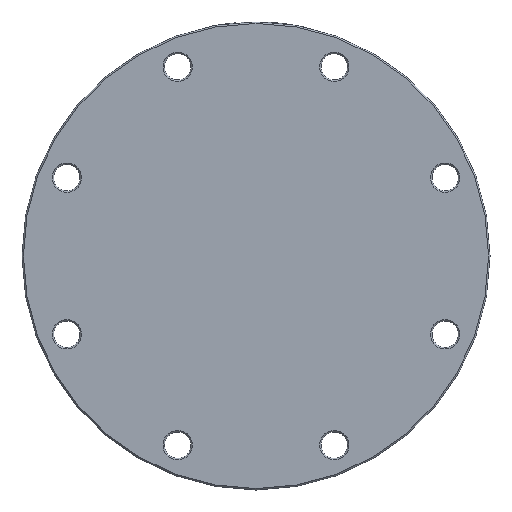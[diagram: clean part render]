
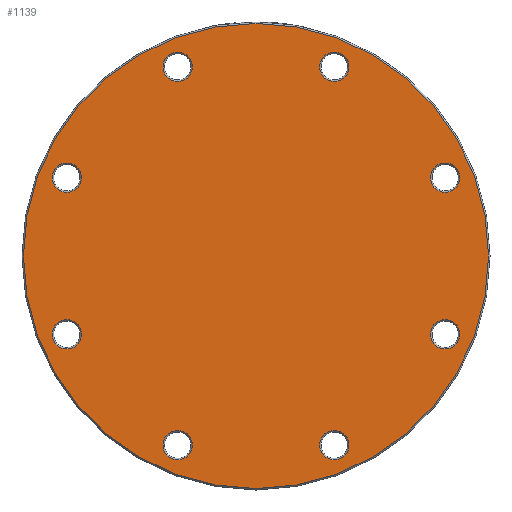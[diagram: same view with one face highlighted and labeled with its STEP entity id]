
A CAD part, left-side view. The second image highlights one B-rep face of the part: STEP entity #1139.
In plain terms, the highlighted planar face has unit normal (-1, 0, 0).
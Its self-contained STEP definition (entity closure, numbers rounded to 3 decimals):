
#63 = AXIS2_PLACEMENT_3D ( 'NONE', #1041, #956, #3882 ) ;
#78 = CIRCLE ( 'NONE', #2480, 10. ) ;
#116 = VERTEX_POINT ( 'NONE', #4931 ) ;
#145 = CARTESIAN_POINT ( 'NONE',  ( 0., 53.576, 119.343 ) ) ;
#167 = DIRECTION ( 'NONE',  ( 1., 0., 0. ) ) ;
#232 = FACE_OUTER_BOUND ( 'NONE', #5819, .T. ) ;
#294 = CARTESIAN_POINT ( 'NONE',  ( 0., -53.576, 129.343 ) ) ;
#298 = DIRECTION ( 'NONE',  ( 0., 0., -1. ) ) ;
#339 = CARTESIAN_POINT ( 'NONE',  ( 0., 129.343, 43.576 ) ) ;
#382 = CIRCLE ( 'NONE', #1175, 159. ) ;
#389 = EDGE_CURVE ( 'NONE', #1980, #1980, #78, .T. ) ;
#593 = CIRCLE ( 'NONE', #5124, 10. ) ;
#617 = VERTEX_POINT ( 'NONE', #2533 ) ;
#643 = CARTESIAN_POINT ( 'NONE',  ( 0., -53.576, -129.343 ) ) ;
#666 = DIRECTION ( 'NONE',  ( 0., 0., -1. ) ) ;
#731 = DIRECTION ( 'NONE',  ( 1., 0., 0. ) ) ;
#814 = ORIENTED_EDGE ( 'NONE', *, *, #4179, .T. ) ;
#891 = DIRECTION ( 'NONE',  ( 1., 0., 0. ) ) ;
#951 = CARTESIAN_POINT ( 'NONE',  ( 0., 129.343, 53.576 ) ) ;
#956 = DIRECTION ( 'NONE',  ( 1., 0., 0. ) ) ;
#1041 = CARTESIAN_POINT ( 'NONE',  ( 0., -129.343, -53.576 ) ) ;
#1043 = VERTEX_POINT ( 'NONE', #2501 ) ;
#1078 = CIRCLE ( 'NONE', #2003, 10. ) ;
#1139 = ADVANCED_FACE ( 'NONE', ( #5921, #2187, #5952, #4066, #5110, #5543, #1681, #232, #3533 ), #6043, .F. ) ;
#1171 = DIRECTION ( 'NONE',  ( 1., 0., 0. ) ) ;
#1175 = AXIS2_PLACEMENT_3D ( 'NONE', #1820, #3219, #2308 ) ;
#1309 = EDGE_LOOP ( 'NONE', ( #814 ) ) ;
#1418 = ORIENTED_EDGE ( 'NONE', *, *, #4363, .T. ) ;
#1560 = ORIENTED_EDGE ( 'NONE', *, *, #4690, .T. ) ;
#1593 = CARTESIAN_POINT ( 'NONE',  ( 0., -53.576, 119.343 ) ) ;
#1681 = FACE_BOUND ( 'NONE', #5988, .T. ) ;
#1736 = EDGE_CURVE ( 'NONE', #116, #116, #3987, .T. ) ;
#1820 = CARTESIAN_POINT ( 'NONE',  ( 0., 0., 0. ) ) ;
#1895 = EDGE_LOOP ( 'NONE', ( #5315 ) ) ;
#1980 = VERTEX_POINT ( 'NONE', #2072 ) ;
#2002 = ORIENTED_EDGE ( 'NONE', *, *, #389, .T. ) ;
#2003 = AXIS2_PLACEMENT_3D ( 'NONE', #5484, #1171, #3091 ) ;
#2072 = CARTESIAN_POINT ( 'NONE',  ( 0., -53.576, -139.343 ) ) ;
#2128 = EDGE_LOOP ( 'NONE', ( #2002 ) ) ;
#2185 = DIRECTION ( 'NONE',  ( 1., 0., 0. ) ) ;
#2187 = FACE_BOUND ( 'NONE', #4161, .T. ) ;
#2308 = DIRECTION ( 'NONE',  ( 0., 0., -1. ) ) ;
#2480 = AXIS2_PLACEMENT_3D ( 'NONE', #643, #4044, #2559 ) ;
#2489 = AXIS2_PLACEMENT_3D ( 'NONE', #294, #2185, #666 ) ;
#2501 = CARTESIAN_POINT ( 'NONE',  ( 0., 129.343, -63.576 ) ) ;
#2533 = CARTESIAN_POINT ( 'NONE',  ( 0., -129.343, 43.576 ) ) ;
#2540 = ORIENTED_EDGE ( 'NONE', *, *, #1736, .T. ) ;
#2559 = DIRECTION ( 'NONE',  ( 0., 0., -1. ) ) ;
#2563 = VERTEX_POINT ( 'NONE', #4480 ) ;
#2601 = AXIS2_PLACEMENT_3D ( 'NONE', #6010, #731, #2648 ) ;
#2648 = DIRECTION ( 'NONE',  ( 0., 0., -1. ) ) ;
#2777 = CARTESIAN_POINT ( 'NONE',  ( 0., 129.343, -53.576 ) ) ;
#2808 = DIRECTION ( 'NONE',  ( 0., 0., -1. ) ) ;
#2833 = DIRECTION ( 'NONE',  ( 0., 0., -1. ) ) ;
#3091 = DIRECTION ( 'NONE',  ( 0., 0., -1. ) ) ;
#3198 = AXIS2_PLACEMENT_3D ( 'NONE', #5677, #891, #2808 ) ;
#3219 = DIRECTION ( 'NONE',  ( -1., 0., 0. ) ) ;
#3252 = EDGE_CURVE ( 'NONE', #4897, #4897, #382, .T. ) ;
#3519 = ORIENTED_EDGE ( 'NONE', *, *, #3252, .T. ) ;
#3533 = FACE_BOUND ( 'NONE', #4617, .T. ) ;
#3574 = VERTEX_POINT ( 'NONE', #339 ) ;
#3595 = CARTESIAN_POINT ( 'NONE',  ( 0., 0., 0. ) ) ;
#3678 = ORIENTED_EDGE ( 'NONE', *, *, #4556, .T. ) ;
#3786 = DIRECTION ( 'NONE',  ( 1., 0., 0. ) ) ;
#3882 = DIRECTION ( 'NONE',  ( 0., 0., -1. ) ) ;
#3950 = CARTESIAN_POINT ( 'NONE',  ( 0., 0., -159. ) ) ;
#3987 = CIRCLE ( 'NONE', #63, 10. ) ;
#4044 = DIRECTION ( 'NONE',  ( 1., 0., 0. ) ) ;
#4066 = FACE_BOUND ( 'NONE', #1309, .T. ) ;
#4161 = EDGE_LOOP ( 'NONE', ( #1418 ) ) ;
#4179 = EDGE_CURVE ( 'NONE', #617, #617, #1078, .T. ) ;
#4208 = CIRCLE ( 'NONE', #3198, 10. ) ;
#4261 = DIRECTION ( 'NONE',  ( 0., 0., -1. ) ) ;
#4299 = EDGE_CURVE ( 'NONE', #1043, #1043, #5118, .T. ) ;
#4363 = EDGE_CURVE ( 'NONE', #4451, #4451, #4208, .T. ) ;
#4451 = VERTEX_POINT ( 'NONE', #145 ) ;
#4480 = CARTESIAN_POINT ( 'NONE',  ( 0., 53.576, -139.343 ) ) ;
#4556 = EDGE_CURVE ( 'NONE', #5895, #5895, #5212, .T. ) ;
#4617 = EDGE_LOOP ( 'NONE', ( #5674 ) ) ;
#4619 = CIRCLE ( 'NONE', #2601, 10. ) ;
#4690 = EDGE_CURVE ( 'NONE', #2563, #2563, #4619, .T. ) ;
#4710 = AXIS2_PLACEMENT_3D ( 'NONE', #2777, #3786, #2833 ) ;
#4897 = VERTEX_POINT ( 'NONE', #3950 ) ;
#4931 = CARTESIAN_POINT ( 'NONE',  ( 0., -129.343, -63.576 ) ) ;
#5110 = FACE_BOUND ( 'NONE', #5651, .T. ) ;
#5114 = AXIS2_PLACEMENT_3D ( 'NONE', #3595, #167, #298 ) ;
#5118 = CIRCLE ( 'NONE', #4710, 10. ) ;
#5124 = AXIS2_PLACEMENT_3D ( 'NONE', #951, #5708, #4261 ) ;
#5212 = CIRCLE ( 'NONE', #2489, 10. ) ;
#5309 = EDGE_LOOP ( 'NONE', ( #3678 ) ) ;
#5315 = ORIENTED_EDGE ( 'NONE', *, *, #5522, .T. ) ;
#5484 = CARTESIAN_POINT ( 'NONE',  ( 0., -129.343, 53.576 ) ) ;
#5522 = EDGE_CURVE ( 'NONE', #3574, #3574, #593, .T. ) ;
#5543 = FACE_BOUND ( 'NONE', #2128, .T. ) ;
#5651 = EDGE_LOOP ( 'NONE', ( #1560 ) ) ;
#5674 = ORIENTED_EDGE ( 'NONE', *, *, #4299, .T. ) ;
#5677 = CARTESIAN_POINT ( 'NONE',  ( 0., 53.576, 129.343 ) ) ;
#5708 = DIRECTION ( 'NONE',  ( 1., 0., 0. ) ) ;
#5819 = EDGE_LOOP ( 'NONE', ( #3519 ) ) ;
#5895 = VERTEX_POINT ( 'NONE', #1593 ) ;
#5921 = FACE_BOUND ( 'NONE', #1895, .T. ) ;
#5952 = FACE_BOUND ( 'NONE', #5309, .T. ) ;
#5988 = EDGE_LOOP ( 'NONE', ( #2540 ) ) ;
#6010 = CARTESIAN_POINT ( 'NONE',  ( 0., 53.576, -129.343 ) ) ;
#6043 = PLANE ( 'NONE',  #5114 ) ;
